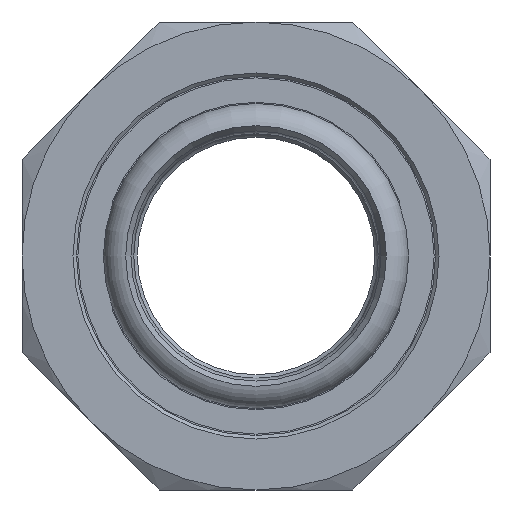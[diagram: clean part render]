
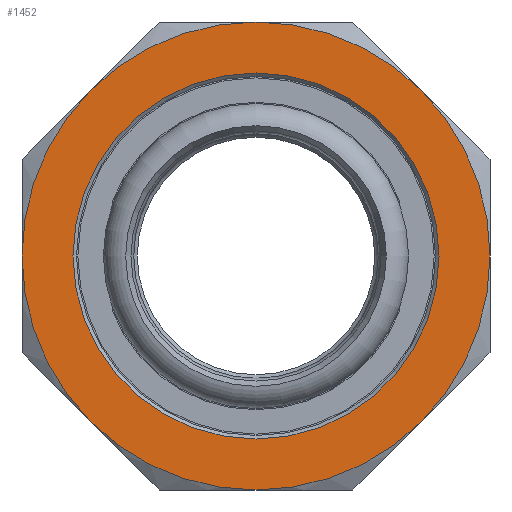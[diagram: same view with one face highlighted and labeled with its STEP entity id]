
A CAD part, front view. The second image highlights one B-rep face of the part: STEP entity #1452.
In plain terms, the highlighted planar face has unit normal (0, -1, 0).
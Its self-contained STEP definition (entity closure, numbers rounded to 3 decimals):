
#210=FACE_BOUND('',#363,.T.);
#274=FACE_OUTER_BOUND('',#362,.T.);
#362=EDGE_LOOP('',(#1221,#1222,#1223,#1224,#1225,#1226,#1227,#1228));
#363=EDGE_LOOP('',(#1229));
#491=CIRCLE('',#1631,33.5);
#492=CIRCLE('',#1633,33.5);
#493=CIRCLE('',#1635,33.5);
#494=CIRCLE('',#1637,33.5);
#495=CIRCLE('',#1639,33.5);
#496=CIRCLE('',#1641,33.5);
#497=CIRCLE('',#1643,33.5);
#498=CIRCLE('',#1645,33.5);
#505=CIRCLE('',#1664,26.2);
#631=VERTEX_POINT('',#2515);
#633=VERTEX_POINT('',#2520);
#634=VERTEX_POINT('',#2526);
#636=VERTEX_POINT('',#2536);
#638=VERTEX_POINT('',#2546);
#641=VERTEX_POINT('',#2560);
#643=VERTEX_POINT('',#2570);
#645=VERTEX_POINT('',#2580);
#653=VERTEX_POINT('',#2628);
#820=EDGE_CURVE('',#633,#631,#491,.T.);
#823=EDGE_CURVE('',#631,#634,#492,.T.);
#826=EDGE_CURVE('',#634,#636,#493,.T.);
#829=EDGE_CURVE('',#636,#638,#494,.T.);
#831=EDGE_CURVE('',#638,#641,#495,.T.);
#834=EDGE_CURVE('',#641,#643,#496,.T.);
#837=EDGE_CURVE('',#643,#645,#497,.T.);
#840=EDGE_CURVE('',#645,#633,#498,.T.);
#858=EDGE_CURVE('',#653,#653,#505,.T.);
#1221=ORIENTED_EDGE('',*,*,#834,.F.);
#1222=ORIENTED_EDGE('',*,*,#831,.F.);
#1223=ORIENTED_EDGE('',*,*,#829,.F.);
#1224=ORIENTED_EDGE('',*,*,#826,.F.);
#1225=ORIENTED_EDGE('',*,*,#823,.F.);
#1226=ORIENTED_EDGE('',*,*,#820,.F.);
#1227=ORIENTED_EDGE('',*,*,#840,.F.);
#1228=ORIENTED_EDGE('',*,*,#837,.F.);
#1229=ORIENTED_EDGE('',*,*,#858,.F.);
#1384=PLANE('',#1663);
#1452=ADVANCED_FACE('',(#274,#210),#1384,.T.);
#1631=AXIS2_PLACEMENT_3D('',#2524,#2002,#2003);
#1633=AXIS2_PLACEMENT_3D('',#2534,#2006,#2007);
#1635=AXIS2_PLACEMENT_3D('',#2544,#2010,#2011);
#1637=AXIS2_PLACEMENT_3D('',#2554,#2014,#2015);
#1639=AXIS2_PLACEMENT_3D('',#2561,#2018,#2019);
#1641=AXIS2_PLACEMENT_3D('',#2571,#2022,#2023);
#1643=AXIS2_PLACEMENT_3D('',#2581,#2026,#2027);
#1645=AXIS2_PLACEMENT_3D('',#2590,#2030,#2031);
#1663=AXIS2_PLACEMENT_3D('',#2627,#2076,#2077);
#1664=AXIS2_PLACEMENT_3D('',#2629,#2078,#2079);
#2002=DIRECTION('center_axis',(0.,1.,0.));
#2003=DIRECTION('ref_axis',(-1.,0.,0.));
#2006=DIRECTION('center_axis',(0.,1.,0.));
#2007=DIRECTION('ref_axis',(-1.,0.,0.));
#2010=DIRECTION('center_axis',(0.,1.,0.));
#2011=DIRECTION('ref_axis',(-1.,0.,0.));
#2014=DIRECTION('center_axis',(0.,1.,0.));
#2015=DIRECTION('ref_axis',(-1.,0.,0.));
#2018=DIRECTION('center_axis',(0.,1.,0.));
#2019=DIRECTION('ref_axis',(-1.,0.,0.));
#2022=DIRECTION('center_axis',(0.,1.,0.));
#2023=DIRECTION('ref_axis',(-1.,0.,0.));
#2026=DIRECTION('center_axis',(0.,1.,0.));
#2027=DIRECTION('ref_axis',(-1.,0.,0.));
#2030=DIRECTION('center_axis',(0.,1.,0.));
#2031=DIRECTION('ref_axis',(-1.,0.,0.));
#2076=DIRECTION('center_axis',(0.,-1.,0.));
#2077=DIRECTION('ref_axis',(0.,0.,1.));
#2078=DIRECTION('center_axis',(0.,-1.,0.));
#2079=DIRECTION('ref_axis',(0.,0.,1.));
#2515=CARTESIAN_POINT('',(0.,-10.75,33.5));
#2520=CARTESIAN_POINT('',(-23.688,-10.75,23.688));
#2524=CARTESIAN_POINT('Origin',(0.,-10.75,0.));
#2526=CARTESIAN_POINT('',(23.688,-10.75,23.688));
#2534=CARTESIAN_POINT('Origin',(0.,-10.75,0.));
#2536=CARTESIAN_POINT('',(33.5,-10.75,0.));
#2544=CARTESIAN_POINT('Origin',(0.,-10.75,0.));
#2546=CARTESIAN_POINT('',(23.688,-10.75,-23.688));
#2554=CARTESIAN_POINT('Origin',(0.,-10.75,0.));
#2560=CARTESIAN_POINT('',(0.,-10.75,-33.5));
#2561=CARTESIAN_POINT('Origin',(0.,-10.75,0.));
#2570=CARTESIAN_POINT('',(-23.688,-10.75,-23.688));
#2571=CARTESIAN_POINT('Origin',(0.,-10.75,0.));
#2580=CARTESIAN_POINT('',(-33.5,-10.75,0.));
#2581=CARTESIAN_POINT('Origin',(0.,-10.75,0.));
#2590=CARTESIAN_POINT('Origin',(0.,-10.75,0.));
#2627=CARTESIAN_POINT('Origin',(0.,-10.75,-33.5));
#2628=CARTESIAN_POINT('',(0.,-10.75,-26.2));
#2629=CARTESIAN_POINT('Origin',(0.,-10.75,0.));
